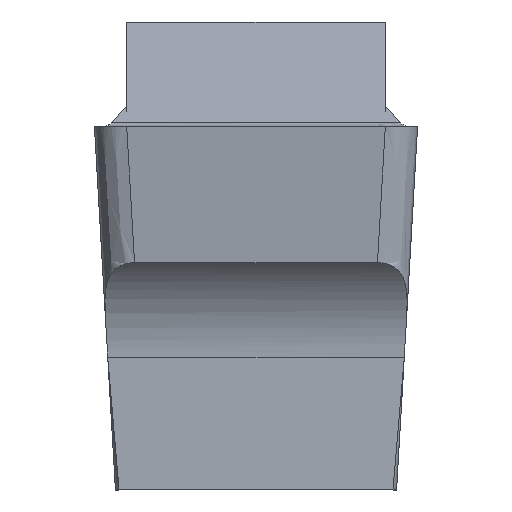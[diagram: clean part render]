
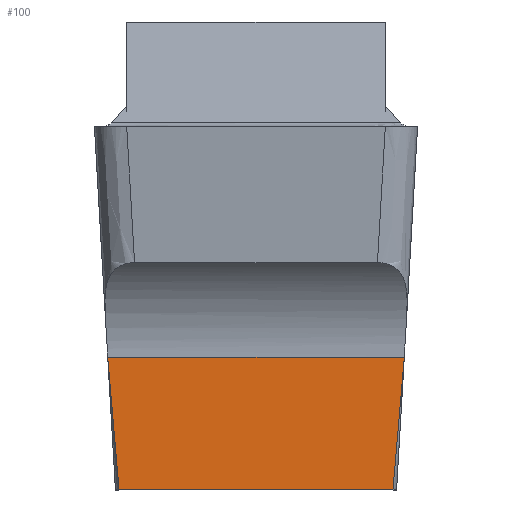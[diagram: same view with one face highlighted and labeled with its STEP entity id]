
A CAD part, front view. The second image highlights one B-rep face of the part: STEP entity #100.
In plain terms, the highlighted planar face has unit normal (0, -1, 0).
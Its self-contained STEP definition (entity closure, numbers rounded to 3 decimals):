
#61=B_SPLINE_CURVE_WITH_KNOTS('',3,(#1154,#1155,#1156,#1157,#1158,#1159,
#1160),.UNSPECIFIED.,.F.,.F.,(4,3,4),(0.,0.478,1.),
 .UNSPECIFIED.);
#62=B_SPLINE_CURVE_WITH_KNOTS('',3,(#1164,#1165,#1166,#1167,#1168,#1169,
#1170),.UNSPECIFIED.,.F.,.F.,(4,3,4),(0.,0.482,1.),
 .UNSPECIFIED.);
#100=ADVANCED_FACE('SIDE_IB_1_SU3',(#164),#139,.F.);
#139=PLANE('',#825);
#164=FACE_OUTER_BOUND('',#204,.T.);
#204=EDGE_LOOP('',(#399,#400,#401,#402));
#246=LINE('',#1027,#304);
#263=LINE('',#1162,#321);
#304=VECTOR('',#861,1.);
#321=VECTOR('',#888,1.);
#399=ORIENTED_EDGE('',*,*,#701,.F.);
#400=ORIENTED_EDGE('',*,*,#702,.F.);
#401=ORIENTED_EDGE('',*,*,#703,.F.);
#402=ORIENTED_EDGE('',*,*,#671,.F.);
#595=VERTEX_POINT('',#1026);
#596=VERTEX_POINT('',#1028);
#623=VERTEX_POINT('',#1161);
#624=VERTEX_POINT('',#1163);
#671=EDGE_CURVE('',#595,#596,#246,.T.);
#701=EDGE_CURVE('',#623,#595,#61,.T.);
#702=EDGE_CURVE('',#624,#623,#263,.T.);
#703=EDGE_CURVE('',#596,#624,#62,.T.);
#825=AXIS2_PLACEMENT_3D('',#1171,#889,#890);
#861=DIRECTION('',(-1.,0.,0.));
#888=DIRECTION('',(1.,0.,0.));
#889=DIRECTION('',(0.,1.,0.));
#890=DIRECTION('',(0.,0.,1.));
#1026=CARTESIAN_POINT('',(1.695,-12.363,-4.495));
#1027=CARTESIAN_POINT('',(-1.92,-12.363,-4.495));
#1028=CARTESIAN_POINT('',(-1.695,-12.363,-4.495));
#1154=CARTESIAN_POINT('',(1.835,-12.363,-2.851));
#1155=CARTESIAN_POINT('',(1.821,-12.363,-3.113));
#1156=CARTESIAN_POINT('',(1.803,-12.363,-3.376));
#1157=CARTESIAN_POINT('',(1.782,-12.363,-3.638));
#1158=CARTESIAN_POINT('',(1.758,-12.363,-3.924));
#1159=CARTESIAN_POINT('',(1.729,-12.363,-4.21));
#1160=CARTESIAN_POINT('',(1.695,-12.363,-4.495));
#1161=CARTESIAN_POINT('',(1.835,-12.363,-2.851));
#1162=CARTESIAN_POINT('',(5.,-12.363,-2.851));
#1163=CARTESIAN_POINT('',(-1.835,-12.363,-2.851));
#1164=CARTESIAN_POINT('',(-1.695,-12.363,-4.495));
#1165=CARTESIAN_POINT('',(-1.727,-12.363,-4.232));
#1166=CARTESIAN_POINT('',(-1.753,-12.363,-3.968));
#1167=CARTESIAN_POINT('',(-1.776,-12.363,-3.703));
#1168=CARTESIAN_POINT('',(-1.8,-12.363,-3.419));
#1169=CARTESIAN_POINT('',(-1.82,-12.363,-3.135));
#1170=CARTESIAN_POINT('',(-1.835,-12.363,-2.851));
#1171=CARTESIAN_POINT('',(-1.92,-12.363,-5.995));
